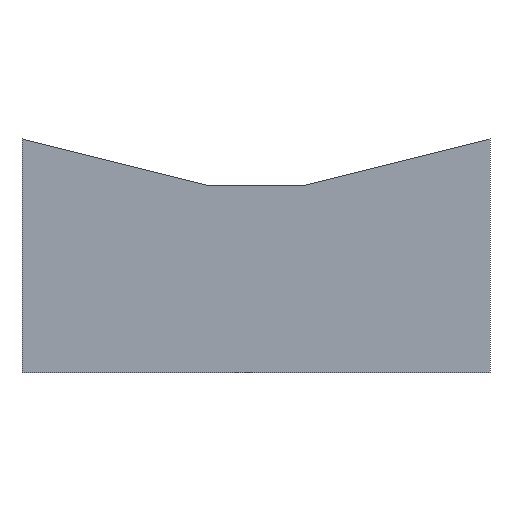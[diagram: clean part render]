
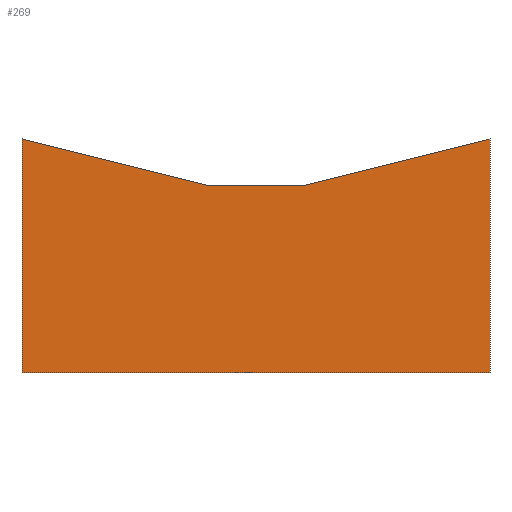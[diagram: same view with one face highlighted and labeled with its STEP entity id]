
A CAD part, front view. The second image highlights one B-rep face of the part: STEP entity #269.
In plain terms, the highlighted planar face has unit normal (0, -1, 0).
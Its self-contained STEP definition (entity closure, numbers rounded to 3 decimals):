
#19=FACE_OUTER_BOUND('',#35,.T.);
#35=EDGE_LOOP('',(#197,#198,#199,#200,#201,#202));
#48=LINE('',#384,#84);
#60=LINE('',#408,#96);
#62=LINE('',#412,#98);
#63=LINE('',#414,#99);
#64=LINE('',#416,#100);
#65=LINE('',#417,#101);
#84=VECTOR('',#315,10.);
#96=VECTOR('',#331,10.);
#98=VECTOR('',#335,10.);
#99=VECTOR('',#336,10.);
#100=VECTOR('',#337,10.);
#101=VECTOR('',#338,10.);
#120=VERTEX_POINT('',#381);
#121=VERTEX_POINT('',#383);
#131=VERTEX_POINT('',#407);
#132=VERTEX_POINT('',#411);
#133=VERTEX_POINT('',#413);
#134=VERTEX_POINT('',#415);
#144=EDGE_CURVE('',#121,#120,#48,.T.);
#156=EDGE_CURVE('',#131,#121,#60,.T.);
#158=EDGE_CURVE('',#132,#120,#62,.T.);
#159=EDGE_CURVE('',#132,#133,#63,.T.);
#160=EDGE_CURVE('',#133,#134,#64,.T.);
#161=EDGE_CURVE('',#134,#131,#65,.T.);
#197=ORIENTED_EDGE('',*,*,#144,.T.);
#198=ORIENTED_EDGE('',*,*,#158,.F.);
#199=ORIENTED_EDGE('',*,*,#159,.T.);
#200=ORIENTED_EDGE('',*,*,#160,.T.);
#201=ORIENTED_EDGE('',*,*,#161,.T.);
#202=ORIENTED_EDGE('',*,*,#156,.T.);
#254=PLANE('',#298);
#269=ADVANCED_FACE('',(#19),#254,.T.);
#298=AXIS2_PLACEMENT_3D('',#410,#333,#334);
#315=DIRECTION('',(1.,0.,0.));
#331=DIRECTION('',(0.,0.,-1.));
#333=DIRECTION('center_axis',(0.,-1.,0.));
#334=DIRECTION('ref_axis',(0.,0.,-1.));
#335=DIRECTION('',(0.,0.,-1.));
#336=DIRECTION('',(-0.97,0.,-0.243));
#337=DIRECTION('',(-1.,0.,0.));
#338=DIRECTION('',(-0.97,0.,0.243));
#381=CARTESIAN_POINT('',(100.,-160.,-60.));
#383=CARTESIAN_POINT('',(-100.,-160.,-60.));
#384=CARTESIAN_POINT('',(-50.,-160.,-60.));
#407=CARTESIAN_POINT('',(-100.,-160.,40.));
#408=CARTESIAN_POINT('',(-100.,-160.,0.));
#410=CARTESIAN_POINT('Origin',(0.,-160.,25.));
#411=CARTESIAN_POINT('',(100.,-160.,40.));
#412=CARTESIAN_POINT('',(100.,-160.,-50.));
#413=CARTESIAN_POINT('',(20.,-160.,20.));
#414=CARTESIAN_POINT('',(140.,-160.,50.));
#415=CARTESIAN_POINT('',(-20.,-160.,20.));
#416=CARTESIAN_POINT('',(-10.,-160.,20.));
#417=CARTESIAN_POINT('',(-22.186,-160.,20.546));
